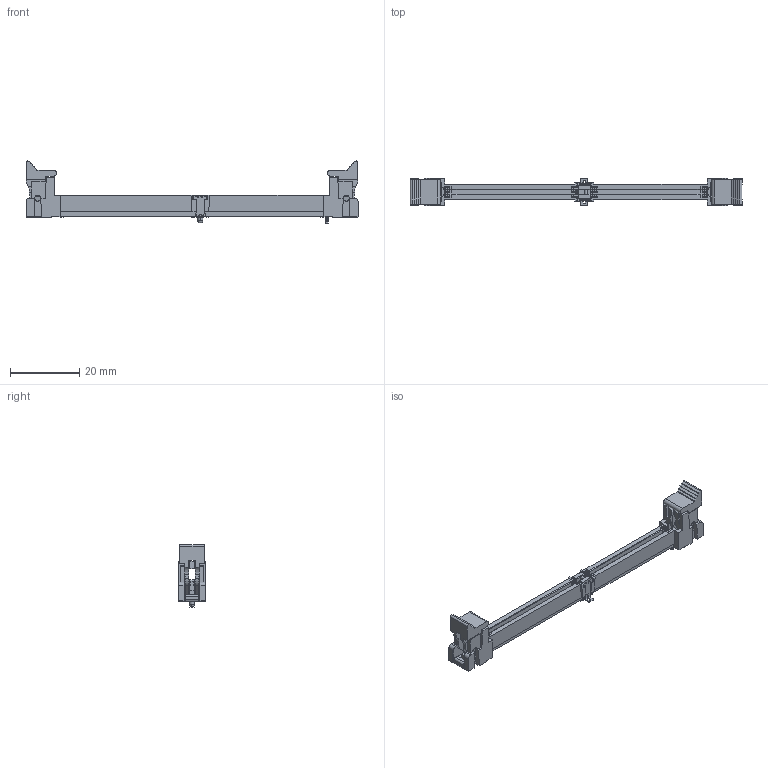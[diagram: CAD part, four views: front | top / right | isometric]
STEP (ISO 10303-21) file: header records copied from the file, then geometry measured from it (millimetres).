
FILE_DESCRIPTION((''),'2;1');
FILE_NAME('MOLEX_87782-3003.stp','2015-11-09T10:24:02',(''),(''),'Mechanical Desktop 2011','Mechanical Desktop 2011',', , ');
FILE_SCHEMA(('AUTOMOTIVE_DESIGN { 1 2 10303 214 1 1 1 1 }'));
Length unit declared in the file: millimetre
Products named in the file (1): Product
Bounding box: 96 x 7.9 x 17.95 mm (x, y, z)
Volume: 2777.8 mm3; surface area: 5059.8 mm2
Topology: 39 solids, 39 shells, 1502 faces, 4271 edges, 2833 vertices
Faces by surface type: plane 936, bspline 381, cylinder 185
Entity records: 49951 total; most frequent: CARTESIAN_POINT 11402, ORIENTED_EDGE 8542, DIRECTION 7140, EDGE_CURVE 4271, VECTOR 3642, LINE 3642, VERTEX_POINT 2833, AXIS2_PLACEMENT_3D 1749
